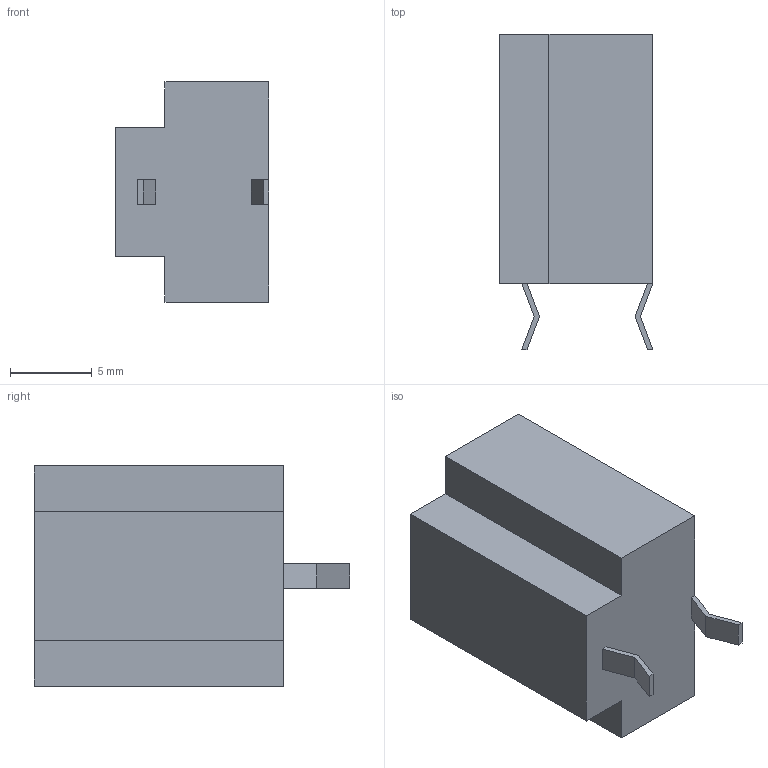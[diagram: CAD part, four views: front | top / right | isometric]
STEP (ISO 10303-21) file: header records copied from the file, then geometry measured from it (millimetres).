
FILE_DESCRIPTION (( 'STEP AP203' ), '1' );
FILE_NAME ('BK-92.STEP', '2014-07-23T17:47:38', ( 'Intern' ), ( '' ), 'SwSTEP 2.0', 'SolidWorks 2012', '' );
FILE_SCHEMA (( 'CONFIG_CONTROL_DESIGN' ));
Length unit declared in the file: inch
Products named in the file (1): BK-92
Bounding box: 9.4 x 19.3 x 13.46 mm (x, y, z)
Volume: 1672.6 mm3; surface area: 947.5 mm2
Topology: 1 solids, 1 shells, 24 faces, 61 edges, 40 vertices
Faces by surface type: plane 24
Entity records: 788 total; most frequent: CARTESIAN_POINT 126, ORIENTED_EDGE 122, DIRECTION 111, VECTOR 61, LINE 61, EDGE_CURVE 61, VERTEX_POINT 40, EDGE_LOOP 25
